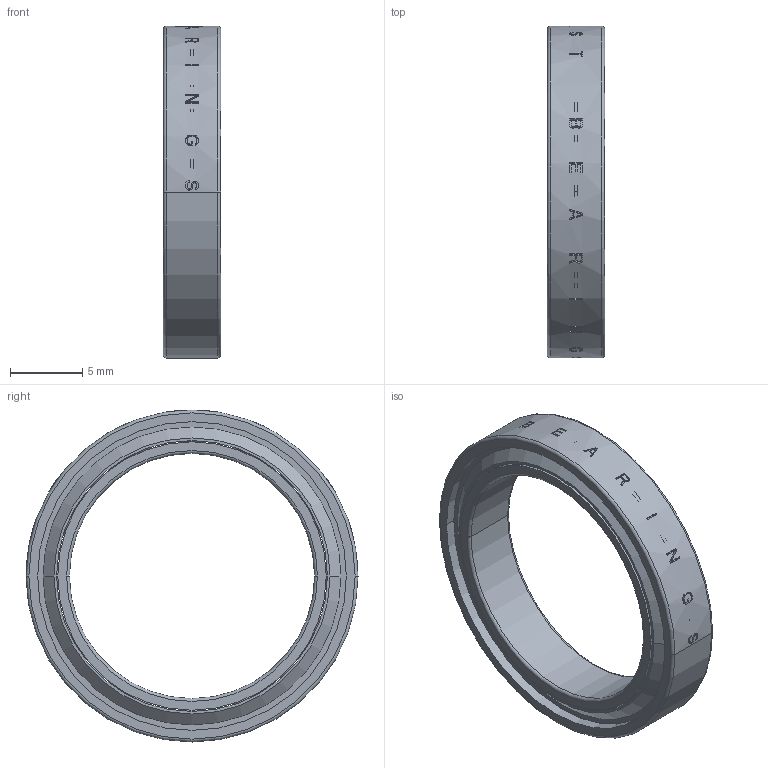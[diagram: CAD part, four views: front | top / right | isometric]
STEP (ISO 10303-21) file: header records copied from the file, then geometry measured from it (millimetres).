
FILE_DESCRIPTION((''),'2;1');
FILE_NAME('6703ZZ','2024-07-09T',('SYSTEM'),(''),'PRO/ENGINEER BY PARAMETRIC TECHNOLOGY CORPORATION, 2016360','PRO/ENGINEER BY PARAMETRIC TECHNOLOGY CORPORATION, 2016360','');
FILE_SCHEMA(('AUTOMOTIVE_DESIGN { 1 0 10303 214 1 1 1 1 }'));
Length unit declared in the file: inch
Products named in the file (1): 6703ZZ
Bounding box: 3.99 x 23.01 x 23.01 mm (x, y, z)
Volume: 550.6 mm3; surface area: 1938.1 mm2
Topology: 2 solids, 4 shells, 407 faces, 1126 edges, 710 vertices
Faces by surface type: plane 296, sphere 64, cylinder 31, torus 12, cone 4
Entity records: 13616 total; most frequent: CARTESIAN_POINT 3570, ORIENTED_EDGE 2120, DIRECTION 1848, EDGE_CURVE 1062, VERTEX_POINT 710, VECTOR 622, LINE 622, AXIS2_PLACEMENT_3D 613
